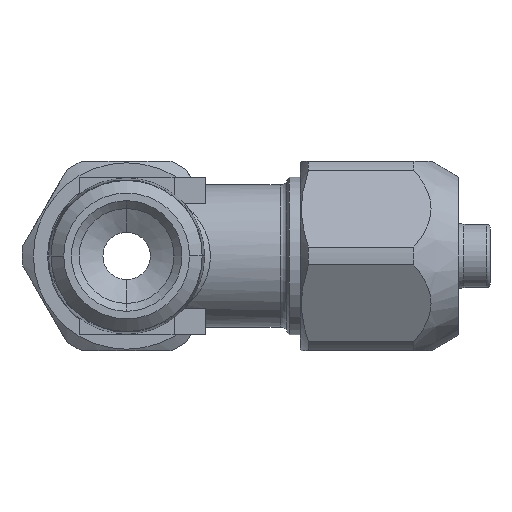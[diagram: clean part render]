
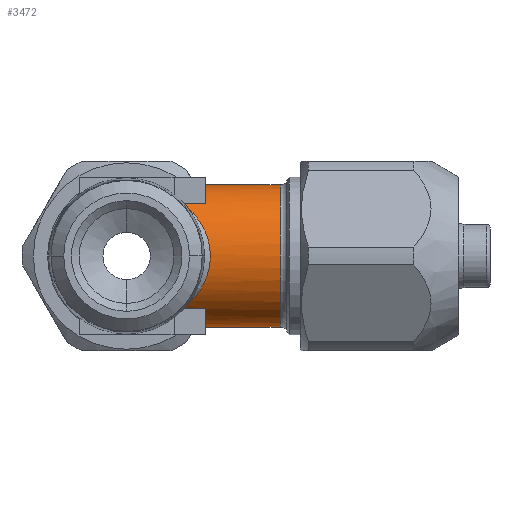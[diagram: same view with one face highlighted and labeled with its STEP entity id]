
A CAD part, left-side view. The second image highlights one B-rep face of the part: STEP entity #3472.
In plain terms, the highlighted cylindrical face has radius 4.5 mm (diameter 9 mm), a partial arc.
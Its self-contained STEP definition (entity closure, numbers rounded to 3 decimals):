
#9 = VERTEX_POINT ( 'NONE', #1601 ) ;
#62 = VERTEX_POINT ( 'NONE', #2528 ) ;
#118 = LINE ( 'NONE', #2560, #2797 ) ;
#133 = LINE ( 'NONE', #2442, #2752 ) ;
#229 = LINE ( 'NONE', #1639, #2847 ) ;
#230 = LINE ( 'NONE', #1641, #2884 ) ;
#246 = FACE_OUTER_BOUND ( 'NONE', #496, .T. ) ;
#247 = CYLINDRICAL_SURFACE ( 'NONE', #2800, 4.5 ) ;
#496 = EDGE_LOOP ( 'NONE', ( #2331, #2333, #2340, #2337, #2357, #2346, #2336, #2360 ) ) ;
#845 = CARTESIAN_POINT ( 'NONE',  ( 0., -5., -4.5 ) ) ;
#861 = CARTESIAN_POINT ( 'NONE',  ( -3., -3.533, -3.354 ) ) ;
#866 = CARTESIAN_POINT ( 'NONE',  ( -3., -5., 3.354 ) ) ;
#869 = CARTESIAN_POINT ( 'NONE',  ( -3., -3.533, 3.354 ) ) ;
#871 = CARTESIAN_POINT ( 'NONE',  ( -3., -5., -3.354 ) ) ;
#1008 = VERTEX_POINT ( 'NONE', #2504 ) ;
#1601 = CARTESIAN_POINT ( 'NONE',  ( 0., -9.711, 4.5 ) ) ;
#1626 = CARTESIAN_POINT ( 'NONE',  ( 0., -5., 0. ) ) ;
#1627 = DIRECTION ( 'NONE',  ( 0., -1., 0. ) ) ;
#1628 = DIRECTION ( 'NONE',  ( -1., 0., 0. ) ) ;
#1629 = CARTESIAN_POINT ( 'NONE',  ( 0., -5., 0. ) ) ;
#1630 = DIRECTION ( 'NONE',  ( 0., -1., 0. ) ) ;
#1631 = DIRECTION ( 'NONE',  ( -1., 0., 0. ) ) ;
#1632 = CARTESIAN_POINT ( 'NONE',  ( -3., -3.533, 3.354 ) ) ;
#1633 = CARTESIAN_POINT ( 'NONE',  ( -5.143, -6.057, 1.437 ) ) ;
#1634 = CARTESIAN_POINT ( 'NONE',  ( -5.143, -6.057, -1.437 ) ) ;
#1635 = CARTESIAN_POINT ( 'NONE',  ( -3., -3.533, -3.354 ) ) ;
#1639 = CARTESIAN_POINT ( 'NONE',  ( -3., 5.29, -3.354 ) ) ;
#1640 = DIRECTION ( 'NONE',  ( 0., -1., 0. ) ) ;
#1641 = CARTESIAN_POINT ( 'NONE',  ( -3., 5.29, 3.354 ) ) ;
#1642 = DIRECTION ( 'NONE',  ( 0., 1., 0. ) ) ;
#1688 = CARTESIAN_POINT ( 'NONE',  ( 0., 5.29, 0. ) ) ;
#1689 = DIRECTION ( 'NONE',  ( 0., 1., 0. ) ) ;
#1690 = DIRECTION ( 'NONE',  ( 0., 0., 1. ) ) ;
#2193 = CARTESIAN_POINT ( 'NONE',  ( 0., -9.711, 0. ) ) ;
#2194 = DIRECTION ( 'NONE',  ( 0., 1., 0. ) ) ;
#2195 = DIRECTION ( 'NONE',  ( 0., 0., 1. ) ) ;
#2331 = ORIENTED_EDGE ( 'NONE', *, *, #2403, .F. ) ;
#2333 = ORIENTED_EDGE ( 'NONE', *, *, #3578, .T. ) ;
#2336 = ORIENTED_EDGE ( 'NONE', *, *, #3456, .T. ) ;
#2337 = ORIENTED_EDGE ( 'NONE', *, *, #3452, .T. ) ;
#2340 = ORIENTED_EDGE ( 'NONE', *, *, #2429, .T. ) ;
#2346 = ORIENTED_EDGE ( 'NONE', *, *, #3454, .T. ) ;
#2357 = ORIENTED_EDGE ( 'NONE', *, *, #3457, .T. ) ;
#2360 = ORIENTED_EDGE ( 'NONE', *, *, #3453, .T. ) ;
#2403 = EDGE_CURVE ( 'NONE', #1008, #2595, #118, .T. ) ;
#2429 = EDGE_CURVE ( 'NONE', #9, #62, #133, .T. ) ;
#2442 = CARTESIAN_POINT ( 'NONE',  ( 0., 5.29, 4.5 ) ) ;
#2454 = DIRECTION ( 'NONE',  ( 0., 1., 0. ) ) ;
#2504 = CARTESIAN_POINT ( 'NONE',  ( 0., -9.711, -4.5 ) ) ;
#2528 = CARTESIAN_POINT ( 'NONE',  ( 0., -5., 4.5 ) ) ;
#2537 = DIRECTION ( 'NONE',  ( 0., 1., 0. ) ) ;
#2560 = CARTESIAN_POINT ( 'NONE',  ( 0., 5.29, -4.5 ) ) ;
#2585 =( BOUNDED_CURVE ( )  B_SPLINE_CURVE ( 3, ( #1632, #1633, #1634, #1635 ),
 .UNSPECIFIED., .F., .T. ) 
 B_SPLINE_CURVE_WITH_KNOTS ( ( 4, 4 ),
 ( 2.301, 3.983 ),
 .UNSPECIFIED. ) 
 CURVE ( )  GEOMETRIC_REPRESENTATION_ITEM ( )  RATIONAL_B_SPLINE_CURVE ( ( 1., 0.778, 0.778, 1. ) ) 
 REPRESENTATION_ITEM ( '' )  );
#2595 = VERTEX_POINT ( 'NONE', #845 ) ;
#2741 = CIRCLE ( 'NONE', #2851, 4.5 ) ;
#2752 = VECTOR ( 'NONE', #2454, 1000. ) ;
#2781 = CIRCLE ( 'NONE', #2796, 4.5 ) ;
#2796 = AXIS2_PLACEMENT_3D ( 'NONE', #1629, #1630, #1631 ) ;
#2797 = VECTOR ( 'NONE', #2537, 1000. ) ;
#2800 = AXIS2_PLACEMENT_3D ( 'NONE', #1688, #1689, #1690 ) ;
#2847 = VECTOR ( 'NONE', #1640, 1000. ) ;
#2851 = AXIS2_PLACEMENT_3D ( 'NONE', #1626, #1627, #1628 ) ;
#2884 = VECTOR ( 'NONE', #1642, 1000. ) ;
#3022 = CIRCLE ( 'NONE', #3023, 4.5 ) ;
#3023 = AXIS2_PLACEMENT_3D ( 'NONE', #2193, #2194, #2195 ) ;
#3114 = VERTEX_POINT ( 'NONE', #861 ) ;
#3124 = VERTEX_POINT ( 'NONE', #866 ) ;
#3132 = VERTEX_POINT ( 'NONE', #869 ) ;
#3138 = VERTEX_POINT ( 'NONE', #871 ) ;
#3452 = EDGE_CURVE ( 'NONE', #62, #3124, #2741, .T. ) ;
#3453 = EDGE_CURVE ( 'NONE', #3138, #2595, #2781, .T. ) ;
#3454 = EDGE_CURVE ( 'NONE', #3132, #3114, #2585, .T. ) ;
#3456 = EDGE_CURVE ( 'NONE', #3114, #3138, #229, .T. ) ;
#3457 = EDGE_CURVE ( 'NONE', #3124, #3132, #230, .T. ) ;
#3472 = ADVANCED_FACE ( 'NONE', ( #246 ), #247, .T. ) ;
#3578 = EDGE_CURVE ( 'NONE', #1008, #9, #3022, .T. ) ;
